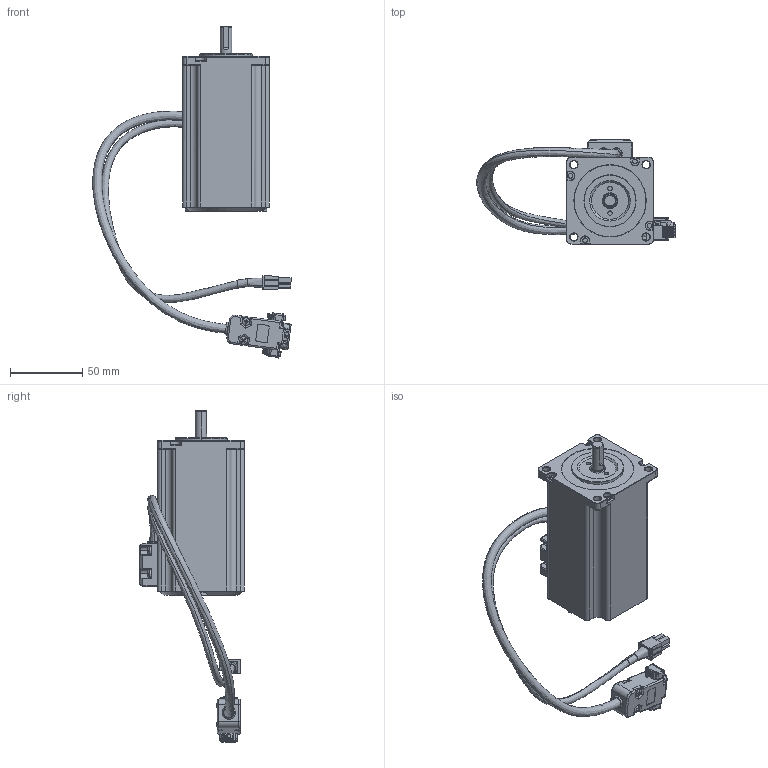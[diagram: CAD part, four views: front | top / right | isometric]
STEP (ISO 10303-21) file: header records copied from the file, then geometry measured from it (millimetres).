
FILE_DESCRIPTION (( 'STEP AP214' ), '1' );
FILE_NAME ('T3-24-3-10K.STEP', '2021-03-09T13:37:38', ( '' ), ( '' ), 'SwSTEP 2.0', 'SolidWorks 2018', '' );
FILE_SCHEMA (( 'AUTOMOTIVE_DESIGN' ));
Length unit declared in the file: millimetre
Products named in the file (1): T3-24-3-10K
Bounding box: 136.94 x 72.51 x 229.43 mm (x, y, z)
Volume: 372961.5 mm3; surface area: 59329.2 mm2
Topology: 12 solids, 12 shells, 2445 faces, 6519 edges, 4071 vertices
Faces by surface type: plane 882, cylinder 736, bspline 555, cone 178, sphere 52, torus 42
Entity records: 123233 total; most frequent: CARTESIAN_POINT 41194, ORIENTED_EDGE 12740, DIRECTION 9681, EDGE_CURVE 6370, VERTEX_POINT 4064, LINE 3281, VECTOR 3281, AXIS2_PLACEMENT_3D 3200
